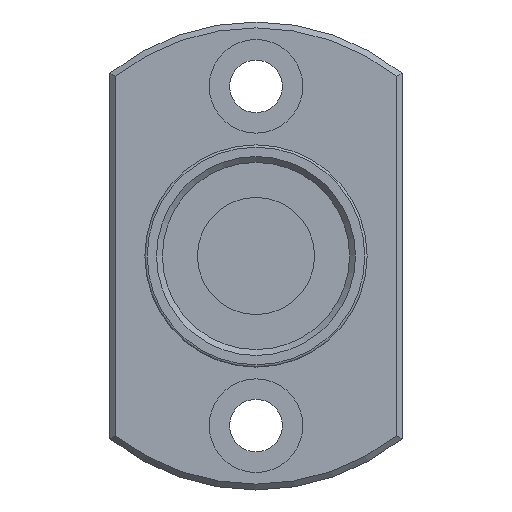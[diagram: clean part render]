
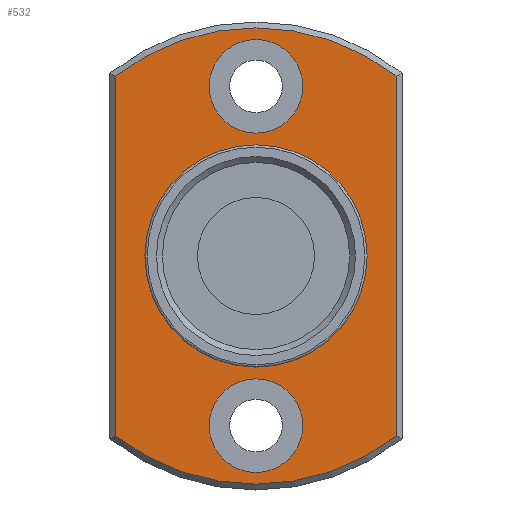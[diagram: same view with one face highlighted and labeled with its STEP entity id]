
A CAD part, front view. The second image highlights one B-rep face of the part: STEP entity #532.
In plain terms, the highlighted planar face has unit normal (0, -1, 0).
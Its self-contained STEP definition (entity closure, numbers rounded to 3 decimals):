
#75=CARTESIAN_POINT('',(12.,-14.5,15.37));
#76=VERTEX_POINT('',#75);
#83=CARTESIAN_POINT('',(12.0,-14.5,-15.37));
#84=VERTEX_POINT('',#83);
#85=CARTESIAN_POINT('',(12.,-14.5,15.37));
#86=DIRECTION('',(0.0,0.0,-1.0));
#87=VECTOR('',#86,30.741);
#88=LINE('',#85,#87);
#89=EDGE_CURVE('',#76,#84,#88,.T.);
#123=CARTESIAN_POINT('',(-12.,-14.5,15.37));
#124=VERTEX_POINT('',#123);
#131=CARTESIAN_POINT('',(0.0,-14.5,0.0));
#132=DIRECTION('',(0.0,-1.0,0.0));
#133=DIRECTION('',(1.0,0.0,0.0));
#134=AXIS2_PLACEMENT_3D('',#131,#132,#133);
#135=CIRCLE('',#134,19.5);
#136=EDGE_CURVE('',#76,#124,#135,.T.);
#243=CARTESIAN_POINT('',(-12.,-14.5,-15.37));
#244=VERTEX_POINT('',#243);
#251=CARTESIAN_POINT('',(-12.,-14.5,-15.37));
#252=DIRECTION('',(0.0,0.0,1.0));
#253=VECTOR('',#252,30.741);
#254=LINE('',#251,#253);
#255=EDGE_CURVE('',#244,#124,#254,.T.);
#273=CARTESIAN_POINT('',(0.0,-14.5,0.0));
#274=DIRECTION('',(0.0,-1.0,0.0));
#275=DIRECTION('',(1.0,0.0,0.0));
#276=AXIS2_PLACEMENT_3D('',#273,#274,#275);
#277=CIRCLE('',#276,19.5);
#278=EDGE_CURVE('',#244,#84,#277,.T.);
#377=CARTESIAN_POINT('',(4.,-14.5,-14.5));
#378=VERTEX_POINT('',#377);
#379=CARTESIAN_POINT('',(0.,-14.5,-14.5));
#380=DIRECTION('',(0.0,1.0,0.0));
#381=DIRECTION('',(1.0,0.0,0.0));
#382=AXIS2_PLACEMENT_3D('',#379,#380,#381);
#383=CIRCLE('',#382,4.0);
#384=EDGE_CURVE('',#378,#378,#383,.T.);
#445=CARTESIAN_POINT('',(4.,-14.5,14.5));
#446=VERTEX_POINT('',#445);
#447=CARTESIAN_POINT('',(0.,-14.5,14.5));
#448=DIRECTION('',(0.0,1.0,0.0));
#449=DIRECTION('',(1.0,0.0,0.0));
#450=AXIS2_PLACEMENT_3D('',#447,#448,#449);
#451=CIRCLE('',#450,4.0);
#452=EDGE_CURVE('',#446,#446,#451,.T.);
#504=CARTESIAN_POINT('',(14.5,-14.5,0.0));
#505=DIRECTION('',(0.0,-1.0,0.0));
#506=DIRECTION('',(0.0,0.0,-1.0));
#507=AXIS2_PLACEMENT_3D('',#504,#505,#506);
#508=PLANE('',#507);
#509=ORIENTED_EDGE('',*,*,#89,.F.);
#510=ORIENTED_EDGE('',*,*,#136,.T.);
#511=ORIENTED_EDGE('',*,*,#255,.F.);
#512=ORIENTED_EDGE('',*,*,#278,.T.);
#513=EDGE_LOOP('',(#509,#510,#511,#512));
#514=FACE_OUTER_BOUND('',#513,.T.);
#515=ORIENTED_EDGE('',*,*,#384,.T.);
#516=EDGE_LOOP('',(#515));
#517=FACE_BOUND('',#516,.T.);
#518=ORIENTED_EDGE('',*,*,#452,.T.);
#519=EDGE_LOOP('',(#518));
#520=FACE_BOUND('',#519,.T.);
#521=CARTESIAN_POINT('',(9.5,-14.5,0.0));
#522=VERTEX_POINT('',#521);
#523=CARTESIAN_POINT('',(0.0,-14.5,0.0));
#524=DIRECTION('',(0.0,-1.0,0.0));
#525=DIRECTION('',(1.0,0.0,0.0));
#526=AXIS2_PLACEMENT_3D('',#523,#524,#525);
#527=CIRCLE('',#526,9.5);
#528=EDGE_CURVE('',#522,#522,#527,.T.);
#529=ORIENTED_EDGE('',*,*,#528,.F.);
#530=EDGE_LOOP('',(#529));
#531=FACE_BOUND('',#530,.T.);
#532=ADVANCED_FACE('',(#514,#517,#520,#531),#508,.T.);
